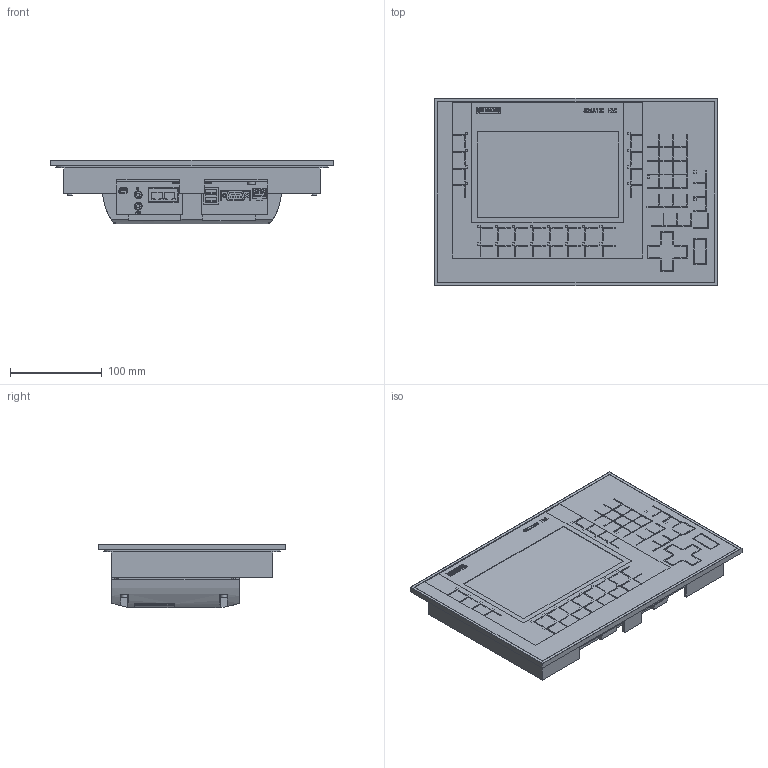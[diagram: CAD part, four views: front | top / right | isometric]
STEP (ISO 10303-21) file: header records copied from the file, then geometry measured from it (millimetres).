
FILE_DESCRIPTION(/* description */ (''),/* implementation_level */ '2;1');
FILE_NAME(/* name */ '6av21241gc010ax0_001_3d.stp',/* time_stamp */ '2011-03-01T17:59:06+01:00',/* author */ ('I. Payrits'),/* organization */ ('Siemens AG'),/* preprocessor_version */ 'ST-DEVELOPER v11',/* originating_system */ 'SIEMENS UGS NX 6.0',/* authorisation */ '');
FILE_SCHEMA (('AUTOMOTIVE_DESIGN { 1 0 10303 214 1 1 1 1 }'));
Products named in the file (5): A5E30321192A_001; A5E30291993A_001; A5E30287953A_001; A5E30287951A_001; A5E30287950A_001
Assembly tree (4 placements, depth 2):
  A5E30287950A_001
    A5E30287951A_001
    A5E30287953A_001
    A5E30291993A_001
    A5E30321192A_001
Bounding box: 308 x 204 x 69.4 mm (x, y, z)
Volume: 2353692.8 mm3; surface area: 342451.6 mm2
Topology: 338 solids, 338 shells, 3419 faces, 8084 edges, 5388 vertices
Faces by surface type: plane 2908, extrusion 341, cylinder 170
Full cylindrical faces by diameter (mm): 0.9 x9, 2.4 x2, 3 x2, 3.8 x2, 5.5 x6, 7 x6, 8 x1, 8.5 x2
Entity records: 114224 total; most frequent: CARTESIAN_POINT 34201, ORIENTED_EDGE 16038, DIRECTION 13972, EDGE_CURVE 8019, VECTOR 7086, LINE 6745, VERTEX_POINT 5386, EDGE_LOOP 3713
